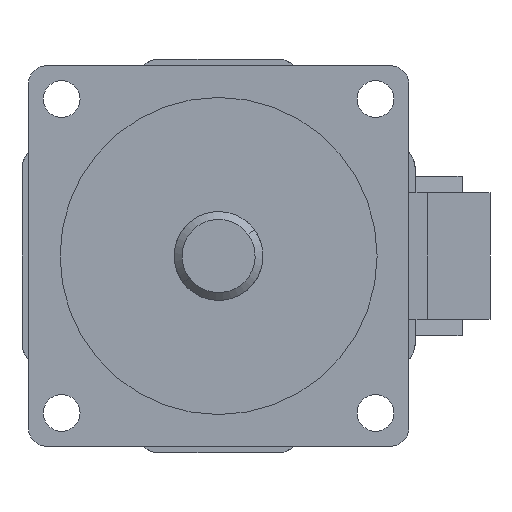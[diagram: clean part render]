
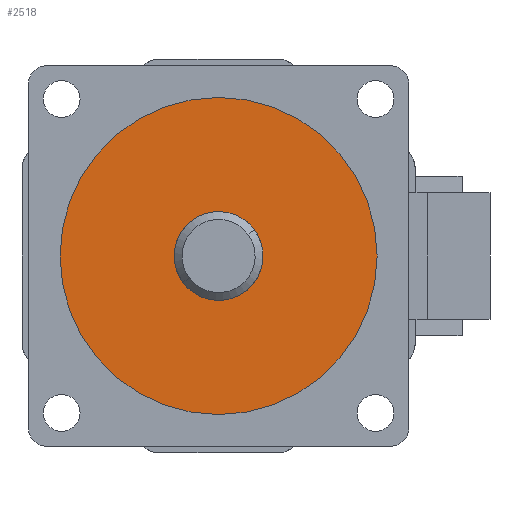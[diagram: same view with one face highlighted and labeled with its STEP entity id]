
A CAD part, left-side view. The second image highlights one B-rep face of the part: STEP entity #2518.
In plain terms, the highlighted planar face has unit normal (-1, 0, 0).
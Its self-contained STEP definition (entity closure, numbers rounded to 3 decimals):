
#38 = EDGE_CURVE ( 'NONE', #3131, #2359, #335, .T. ) ;
#76 = EDGE_CURVE ( 'NONE', #2910, #2914, #648, .T. ) ;
#310 = CARTESIAN_POINT ( 'NONE',  ( -3., 25., 0. ) ) ;
#335 = CIRCLE ( 'NONE', #336, 25. ) ;
#336 = AXIS2_PLACEMENT_3D ( 'NONE', #337, #338, #339 ) ;
#337 = CARTESIAN_POINT ( 'NONE',  ( -3., 0., 0. ) ) ;
#338 = DIRECTION ( 'NONE',  ( -1., 0., 0. ) ) ;
#339 = DIRECTION ( 'NONE',  ( 0., -1., 0. ) ) ;
#370 = FACE_BOUND ( 'NONE', #3204, .T. ) ;
#371 = FACE_OUTER_BOUND ( 'NONE', #2596, .T. ) ;
#372 = PLANE ( 'NONE',  #373 ) ;
#373 = AXIS2_PLACEMENT_3D ( 'NONE', #374, #375, #376 ) ;
#374 = CARTESIAN_POINT ( 'NONE',  ( -3., 7., 0. ) ) ;
#375 = DIRECTION ( 'NONE',  ( 1., 0., 0. ) ) ;
#376 = DIRECTION ( 'NONE',  ( 0., 1., 0. ) ) ;
#648 = CIRCLE ( 'NONE', #649, 7. ) ;
#649 = AXIS2_PLACEMENT_3D ( 'NONE', #650, #651, #652 ) ;
#650 = CARTESIAN_POINT ( 'NONE',  ( -3., 0., 0. ) ) ;
#651 = DIRECTION ( 'NONE',  ( -1., 0., 0. ) ) ;
#652 = DIRECTION ( 'NONE',  ( 0., -1., 0. ) ) ;
#810 = CARTESIAN_POINT ( 'NONE',  ( -3., -25., 0. ) ) ;
#811 = CIRCLE ( 'NONE', #812, 25. ) ;
#812 = AXIS2_PLACEMENT_3D ( 'NONE', #813, #814, #815 ) ;
#813 = CARTESIAN_POINT ( 'NONE',  ( -3., 0., 0. ) ) ;
#814 = DIRECTION ( 'NONE',  ( -1., 0., 0. ) ) ;
#815 = DIRECTION ( 'NONE',  ( 0., -1., 0. ) ) ;
#939 = CIRCLE ( 'NONE', #940, 7. ) ;
#940 = AXIS2_PLACEMENT_3D ( 'NONE', #941, #942, #943 ) ;
#941 = CARTESIAN_POINT ( 'NONE',  ( -3., 0., 0. ) ) ;
#942 = DIRECTION ( 'NONE',  ( -1., 0., 0. ) ) ;
#943 = DIRECTION ( 'NONE',  ( 0., -1., 0. ) ) ;
#985 = ORIENTED_EDGE ( 'NONE', *, *, #2673, .T. ) ;
#1308 = EDGE_CURVE ( 'NONE', #2914, #2910, #939, .T. ) ;
#2093 = CARTESIAN_POINT ( 'NONE',  ( -3., -7., 0. ) ) ;
#2105 = CARTESIAN_POINT ( 'NONE',  ( -3., 7., 0. ) ) ;
#2359 = VERTEX_POINT ( 'NONE', #310 ) ;
#2518 = ADVANCED_FACE ( 'NONE', ( #370, #371 ), #372, .F. ) ;
#2596 = EDGE_LOOP ( 'NONE', ( #3087, #985 ) ) ;
#2673 = EDGE_CURVE ( 'NONE', #2359, #3131, #811, .T. ) ;
#2910 = VERTEX_POINT ( 'NONE', #2093 ) ;
#2914 = VERTEX_POINT ( 'NONE', #2105 ) ;
#2956 = ORIENTED_EDGE ( 'NONE', *, *, #76, .F. ) ;
#2992 = ORIENTED_EDGE ( 'NONE', *, *, #1308, .F. ) ;
#3087 = ORIENTED_EDGE ( 'NONE', *, *, #38, .T. ) ;
#3131 = VERTEX_POINT ( 'NONE', #810 ) ;
#3204 = EDGE_LOOP ( 'NONE', ( #2956, #2992 ) ) ;
